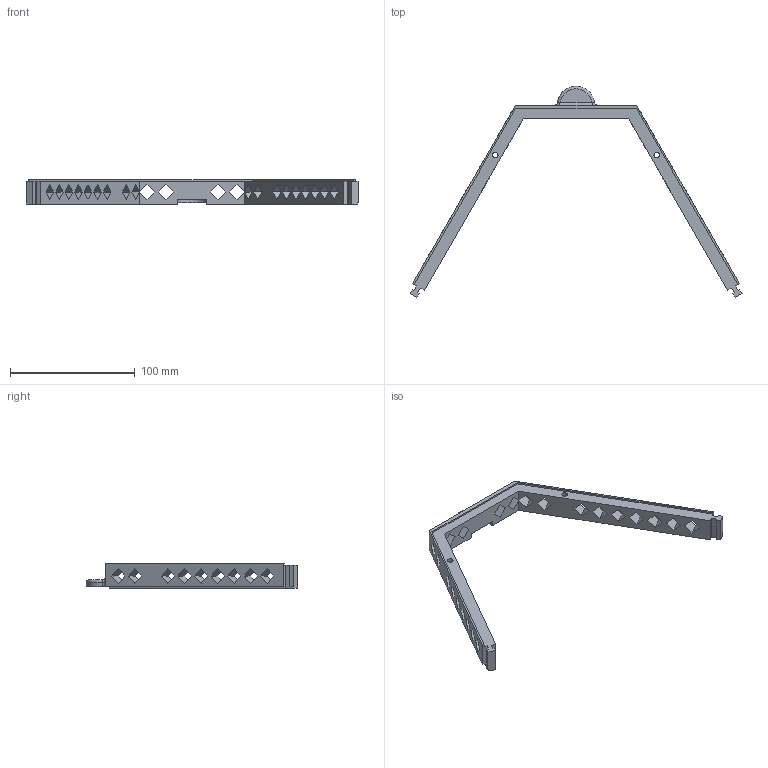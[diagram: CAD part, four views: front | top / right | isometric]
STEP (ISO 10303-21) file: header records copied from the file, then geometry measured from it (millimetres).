
FILE_DESCRIPTION (( 'STEP AP214' ), '1' );
FILE_NAME ('Top razer part 2.STEP', '2024-04-24T15:01:27', ( '' ), ( '' ), 'SwSTEP 2.0', 'SolidWorks 2024', '' );
FILE_SCHEMA (( 'AUTOMOTIVE_DESIGN' ));
Length unit declared in the file: millimetre
Products named in the file (1): Top razer part 2
Bounding box: 266.36 x 169.41 x 20 mm (x, y, z)
Volume: 69230.4 mm3; surface area: 33434.9 mm2
Topology: 1 solids, 1 shells, 144 faces, 428 edges, 282 vertices
Faces by surface type: plane 132, cylinder 9, bspline 2, torus 1
Entity records: 4990 total; most frequent: CARTESIAN_POINT 1011, ORIENTED_EDGE 856, DIRECTION 729, EDGE_CURVE 428, LINE 405, VECTOR 405, VERTEX_POINT 282, EDGE_LOOP 188
